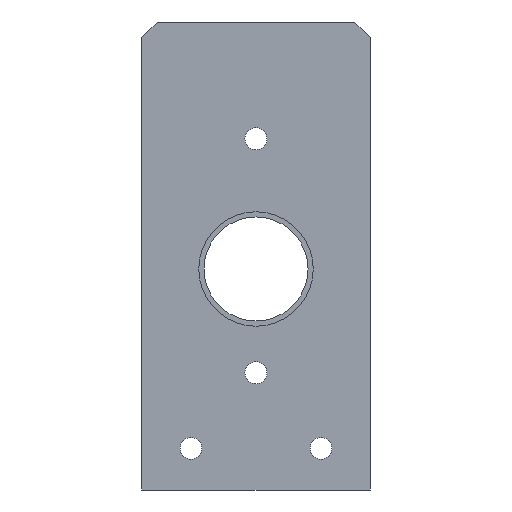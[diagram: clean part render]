
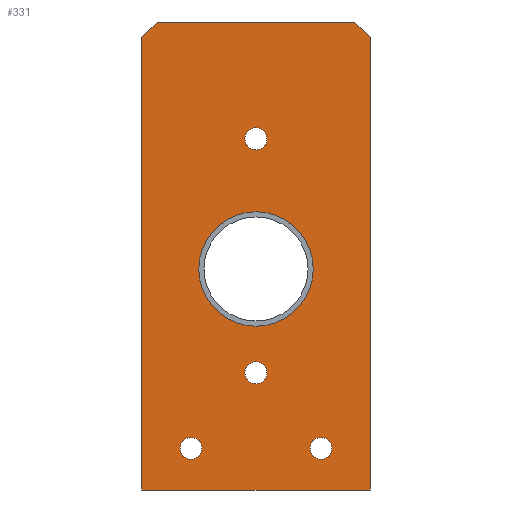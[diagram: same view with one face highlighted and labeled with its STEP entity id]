
A CAD part, left-side view. The second image highlights one B-rep face of the part: STEP entity #331.
In plain terms, the highlighted planar face has unit normal (-1, 0, 0).
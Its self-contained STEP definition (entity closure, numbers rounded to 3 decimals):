
#30=FACE_BOUND('',#90,.T.);
#31=FACE_BOUND('',#91,.T.);
#32=FACE_BOUND('',#92,.T.);
#33=FACE_BOUND('',#93,.T.);
#34=FACE_BOUND('',#94,.T.);
#41=CIRCLE('',#364,2.117);
#42=CIRCLE('',#366,2.117);
#47=CIRCLE('',#376,2.1);
#48=CIRCLE('',#377,2.1);
#49=CIRCLE('',#378,11.);
#63=FACE_OUTER_BOUND('',#89,.T.);
#89=EDGE_LOOP('',(#272,#273,#274,#275,#276,#277));
#90=EDGE_LOOP('',(#278));
#91=EDGE_LOOP('',(#279));
#92=EDGE_LOOP('',(#280));
#93=EDGE_LOOP('',(#281));
#94=EDGE_LOOP('',(#282));
#105=LINE('',#494,#131);
#109=LINE('',#501,#135);
#114=LINE('',#522,#140);
#117=LINE('',#527,#143);
#122=LINE('',#552,#148);
#123=LINE('',#553,#149);
#131=VECTOR('',#394,10.);
#135=VECTOR('',#400,10.);
#140=VECTOR('',#419,10.);
#143=VECTOR('',#424,10.);
#148=VECTOR('',#455,10.);
#149=VECTOR('',#456,10.);
#157=VERTEX_POINT('',#491);
#158=VERTEX_POINT('',#493);
#160=VERTEX_POINT('',#499);
#169=VERTEX_POINT('',#521);
#170=VERTEX_POINT('',#525);
#171=VERTEX_POINT('',#529);
#172=VERTEX_POINT('',#533);
#177=VERTEX_POINT('',#551);
#178=VERTEX_POINT('',#554);
#179=VERTEX_POINT('',#556);
#180=VERTEX_POINT('',#558);
#185=EDGE_CURVE('',#157,#158,#105,.T.);
#189=EDGE_CURVE('',#160,#157,#109,.T.);
#199=EDGE_CURVE('',#169,#160,#114,.T.);
#202=EDGE_CURVE('',#170,#169,#117,.T.);
#204=EDGE_CURVE('',#171,#171,#41,.T.);
#206=EDGE_CURVE('',#172,#172,#42,.T.);
#213=EDGE_CURVE('',#170,#177,#122,.T.);
#214=EDGE_CURVE('',#177,#158,#123,.T.);
#215=EDGE_CURVE('',#178,#178,#47,.T.);
#216=EDGE_CURVE('',#179,#179,#48,.T.);
#217=EDGE_CURVE('',#180,#180,#49,.T.);
#272=ORIENTED_EDGE('',*,*,#185,.F.);
#273=ORIENTED_EDGE('',*,*,#189,.F.);
#274=ORIENTED_EDGE('',*,*,#199,.F.);
#275=ORIENTED_EDGE('',*,*,#202,.F.);
#276=ORIENTED_EDGE('',*,*,#213,.T.);
#277=ORIENTED_EDGE('',*,*,#214,.T.);
#278=ORIENTED_EDGE('',*,*,#206,.T.);
#279=ORIENTED_EDGE('',*,*,#204,.T.);
#280=ORIENTED_EDGE('',*,*,#215,.T.);
#281=ORIENTED_EDGE('',*,*,#216,.T.);
#282=ORIENTED_EDGE('',*,*,#217,.T.);
#316=PLANE('',#375);
#331=ADVANCED_FACE('',(#63,#30,#31,#32,#33,#34),#316,.T.);
#364=AXIS2_PLACEMENT_3D('',#531,#428,#429);
#366=AXIS2_PLACEMENT_3D('',#535,#433,#434);
#375=AXIS2_PLACEMENT_3D('',#550,#453,#454);
#376=AXIS2_PLACEMENT_3D('',#555,#457,#458);
#377=AXIS2_PLACEMENT_3D('',#557,#459,#460);
#378=AXIS2_PLACEMENT_3D('',#559,#461,#462);
#394=DIRECTION('',(0.,-0.707,-0.707));
#400=DIRECTION('',(0.,-1.,0.));
#419=DIRECTION('',(0.,-0.707,0.707));
#424=DIRECTION('',(0.,0.,1.));
#428=DIRECTION('center_axis',(1.,0.,0.));
#429=DIRECTION('ref_axis',(0.,1.,0.));
#433=DIRECTION('center_axis',(1.,0.,0.));
#434=DIRECTION('ref_axis',(0.,1.,0.));
#453=DIRECTION('center_axis',(-1.,0.,0.));
#454=DIRECTION('ref_axis',(0.,-1.,0.));
#455=DIRECTION('',(0.,-1.,0.));
#456=DIRECTION('',(0.,0.,1.));
#457=DIRECTION('center_axis',(1.,0.,0.));
#458=DIRECTION('ref_axis',(0.,0.,-1.));
#459=DIRECTION('center_axis',(1.,0.,0.));
#460=DIRECTION('ref_axis',(0.,0.,-1.));
#461=DIRECTION('center_axis',(1.,0.,0.));
#462=DIRECTION('ref_axis',(0.,0.,-1.));
#491=CARTESIAN_POINT('',(85.626,63.,90.));
#493=CARTESIAN_POINT('',(85.626,60.,87.));
#494=CARTESIAN_POINT('',(85.626,50.,77.));
#499=CARTESIAN_POINT('',(85.626,101.,90.));
#501=CARTESIAN_POINT('',(85.626,104.,90.));
#521=CARTESIAN_POINT('',(85.626,104.,87.));
#522=CARTESIAN_POINT('',(85.626,125.,66.));
#525=CARTESIAN_POINT('',(85.626,104.,0.));
#527=CARTESIAN_POINT('',(85.626,104.,0.));
#529=CARTESIAN_POINT('',(85.626,79.892,22.558));
#531=CARTESIAN_POINT('Origin',(85.626,82.009,22.558));
#533=CARTESIAN_POINT('',(85.626,79.892,67.558));
#535=CARTESIAN_POINT('Origin',(85.626,82.009,67.558));
#550=CARTESIAN_POINT('Origin',(85.626,104.,0.));
#551=CARTESIAN_POINT('',(85.626,60.,0.));
#552=CARTESIAN_POINT('',(85.626,104.,0.));
#553=CARTESIAN_POINT('',(85.626,60.,0.));
#554=CARTESIAN_POINT('',(85.626,69.5,10.1));
#555=CARTESIAN_POINT('Origin',(85.626,69.5,8.));
#556=CARTESIAN_POINT('',(85.626,94.5,10.1));
#557=CARTESIAN_POINT('Origin',(85.626,94.5,8.));
#558=CARTESIAN_POINT('',(85.626,82.,53.5));
#559=CARTESIAN_POINT('Origin',(85.626,82.,42.5));
